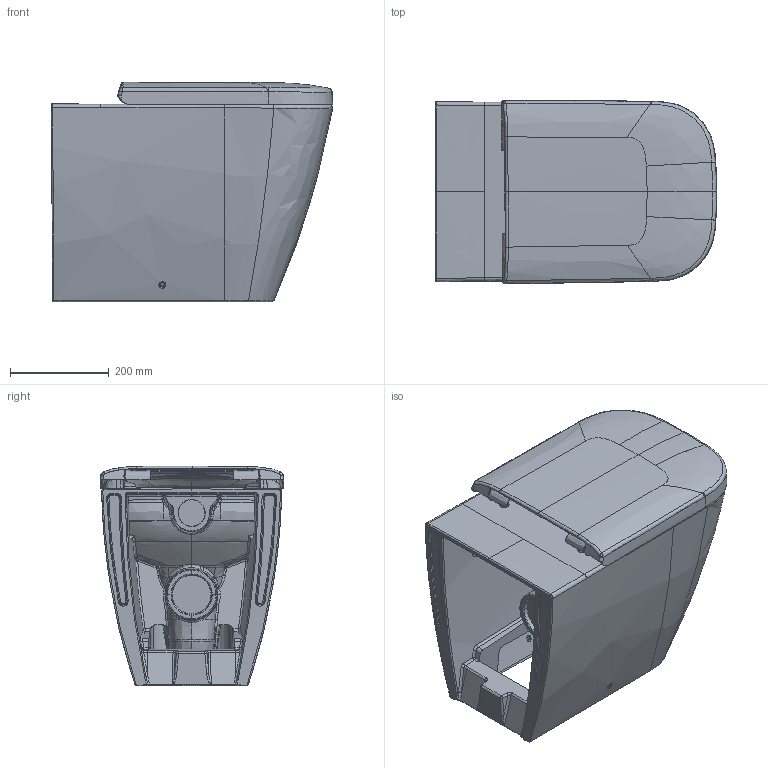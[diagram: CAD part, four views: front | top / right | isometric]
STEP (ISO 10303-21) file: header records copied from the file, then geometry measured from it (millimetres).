
FILE_DESCRIPTION((''),'2;1');
FILE_NAME('215909.stp','2013-06-12T16:30:16',('Administrator'),(''),'Autodesk Inventor 2011','Autodesk Inventor 2011','');
FILE_SCHEMA(('CONFIG_CONTROL_DESIGN'));
Length unit declared in the file: millimetre
Products named in the file (4): 215909; 006451
Assembly tree (3 placements, depth 3):
  215909
    215909
    006451
      006451
Bounding box: 569.62 x 371.75 x 445.16 mm (x, y, z)
Volume: 27594819.4 mm3; surface area: 2514377.2 mm2
Topology: 2 solids, 4 shells, 1369 faces, 3477 edges, 2098 vertices
Faces by surface type: bspline 1208, plane 70, cylinder 63, sphere 22, cone 4, torus 2
Full cylindrical faces by diameter (mm): 10 x2, 16 x2
Entity records: 186451 total; most frequent: CARTESIAN_POINT 160356, ORIENTED_EDGE 6816, EDGE_CURVE 3447, B_SPLINE_CURVE_WITH_KNOTS 2245, DIRECTION 2100, VERTEX_POINT 2087, EDGE_LOOP 1393, FACE_OUTER_BOUND 1367
